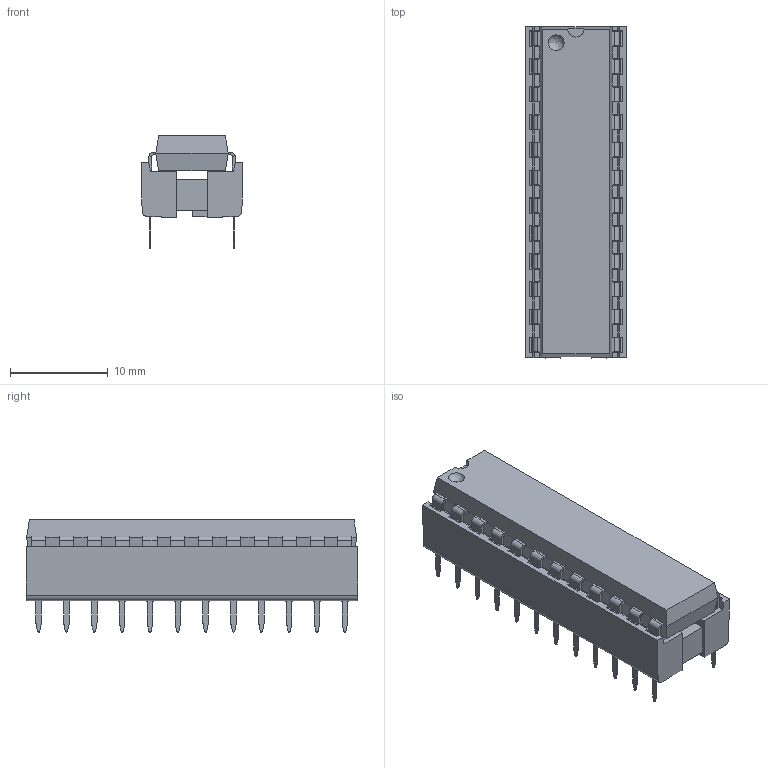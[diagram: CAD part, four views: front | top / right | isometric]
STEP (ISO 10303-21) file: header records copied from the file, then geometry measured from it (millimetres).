
FILE_DESCRIPTION(('FreeCAD Model'),'2;1');
FILE_NAME('Open CASCADE Shape Model','2025-05-05T06:51:12',('FreeCAD'),( 'FreeCAD'),'Open CASCADE STEP processor 7.6','FreeCAD','Unknown');
FILE_SCHEMA(('AUTOMOTIVE_DESIGN { 1 0 10303 214 1 1 1 1 }'));
Products named in the file (1): Open CASCADE STEP translator 7.6 1
Bounding box: 10.43 x 33.95 x 11.48 mm (x, y, z)
Volume: 1833.3 mm3; surface area: 4070.3 mm2
Topology: 2 solids, 2 shells, 3305 faces, 8023 edges, 4724 vertices
Faces by surface type: bspline 3305
Entity records: 235280 total; most frequent: CARTESIAN_POINT 186832, ORIENTED_EDGE 16044, EDGE_CURVE 8022, B_SPLINE_CURVE_WITH_KNOTS 7050, VERTEX_POINT 4724, FACE_BOUND 3364, EDGE_LOOP 3364, ADVANCED_FACE 3305
